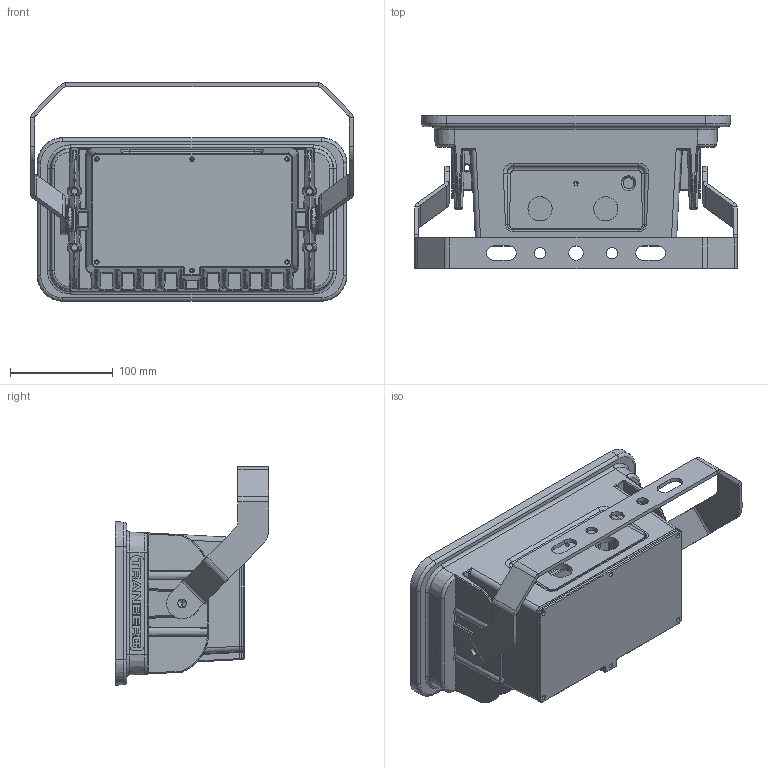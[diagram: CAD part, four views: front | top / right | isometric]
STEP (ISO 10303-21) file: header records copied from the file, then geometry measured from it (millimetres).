
FILE_DESCRIPTION (( 'STEP AP214' ), '1' );
FILE_NAME ('TEF2581 Small Floodlight.STEP', '2024-02-16T08:57:04', ( '' ), ( '' ), 'SwSTEP 2.0', 'SolidWorks 2022', '' );
FILE_SCHEMA (( 'AUTOMOTIVE_DESIGN' ));
Length unit declared in the file: millimetre
Products named in the file (7): TRANBERG LOGO; 250A119775; 250A119779; 250A119279; 250A119759; TEF2581 Small Floodlight; 250A119776
Assembly tree (7 placements, depth 2):
  TEF2581 Small Floodlight
    250A119759
    250A119775
    250A119776
    TRANBERG LOGO  x2
    250A119279
    250A119779
Bounding box: 313.76 x 149.23 x 212.39 mm (x, y, z)
Volume: 1428184.8 mm3; surface area: 504883.9 mm2
Topology: 7 solids, 7 shells, 1582 faces, 3846 edges, 2225 vertices
Faces by surface type: cylinder 579, plane 479, bspline 293, cone 104, sphere 73, torus 54
Entity records: 50177 total; most frequent: CARTESIAN_POINT 17151, ORIENTED_EDGE 6672, DIRECTION 6131, EDGE_CURVE 3336, AXIS2_PLACEMENT_3D 2310, VERTEX_POINT 1963, EDGE_LOOP 1535, LINE 1511
